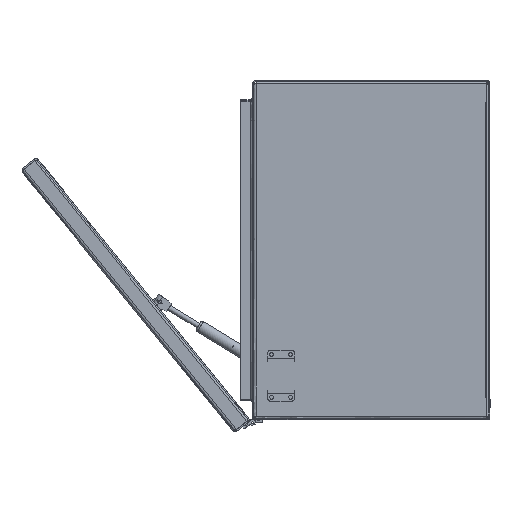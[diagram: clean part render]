
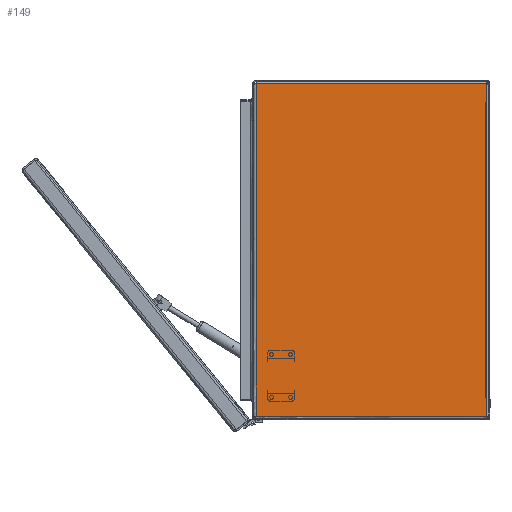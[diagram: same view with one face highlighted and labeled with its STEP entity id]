
A CAD part, left-side view. The second image highlights one B-rep face of the part: STEP entity #149.
In plain terms, the highlighted free-form (B-spline) face has degree [1, 1] with [2, 2] control points.
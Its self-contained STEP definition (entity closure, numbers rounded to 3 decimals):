
#103 = VERTEX_POINT('',#104);
#104 = CARTESIAN_POINT('',(0.,5.876,
    5.876));
#149 = ADVANCED_FACE('',(#150),#178,.F.);
#150 = FACE_BOUND('',#151,.T.);
#151 = EDGE_LOOP('',(#152,#159,#166,#173));
#152 = ORIENTED_EDGE('',*,*,#153,.T.);
#153 = EDGE_CURVE('',#103,#154,#156,.T.);
#154 = VERTEX_POINT('',#155);
#155 = CARTESIAN_POINT('',(0.,5.876,
    548.444));
#156 = B_SPLINE_CURVE_WITH_KNOTS('',1,(#157,#158),.UNSPECIFIED.,.F.,.F.,
  (2,2),(0.,489.4),.PIECEWISE_BEZIER_KNOTS.);
#157 = CARTESIAN_POINT('',(0.,5.876,
    5.876));
#158 = CARTESIAN_POINT('',(0.,5.876,
    548.444));
#159 = ORIENTED_EDGE('',*,*,#160,.F.);
#160 = EDGE_CURVE('',#161,#154,#163,.T.);
#161 = VERTEX_POINT('',#162);
#162 = CARTESIAN_POINT('',(0.,382.148,
    548.444));
#163 = B_SPLINE_CURVE_WITH_KNOTS('',1,(#164,#165),.UNSPECIFIED.,.F.,.F.,
  (2,2),(5.3,344.7),.PIECEWISE_BEZIER_KNOTS.);
#164 = CARTESIAN_POINT('',(0.,382.148,
    548.444));
#165 = CARTESIAN_POINT('',(0.,5.876,
    548.444));
#166 = ORIENTED_EDGE('',*,*,#167,.T.);
#167 = EDGE_CURVE('',#161,#168,#170,.T.);
#168 = VERTEX_POINT('',#169);
#169 = CARTESIAN_POINT('',(0.,382.148,
    5.876));
#170 = B_SPLINE_CURVE_WITH_KNOTS('',1,(#171,#172),.UNSPECIFIED.,.F.,.F.,
  (2,2),(0.,489.4),.PIECEWISE_BEZIER_KNOTS.);
#171 = CARTESIAN_POINT('',(0.,382.148,
    548.444));
#172 = CARTESIAN_POINT('',(0.,382.148,
    5.876));
#173 = ORIENTED_EDGE('',*,*,#174,.T.);
#174 = EDGE_CURVE('',#168,#103,#175,.T.);
#175 = B_SPLINE_CURVE_WITH_KNOTS('',1,(#176,#177),.UNSPECIFIED.,.F.,.F.,
  (2,2),(5.3,344.7),.PIECEWISE_BEZIER_KNOTS.);
#176 = CARTESIAN_POINT('',(0.,382.148,
    5.876));
#177 = CARTESIAN_POINT('',(0.,5.876,
    5.876));
#178 = B_SPLINE_SURFACE_WITH_KNOTS('',1,1,(
    (#179,#180)
    ,(#181,#182
    )),.UNSPECIFIED.,.F.,.F.,.F.,(2,2),(2,2),(-494.7,-5.3),(-344.7,-5.3)
  ,.PIECEWISE_BEZIER_KNOTS.);
#179 = CARTESIAN_POINT('',(0.,5.876,
    548.444));
#180 = CARTESIAN_POINT('',(0.,382.148,
    548.444));
#181 = CARTESIAN_POINT('',(0.,5.876,
    5.876));
#182 = CARTESIAN_POINT('',(0.,382.148,
    5.876));
